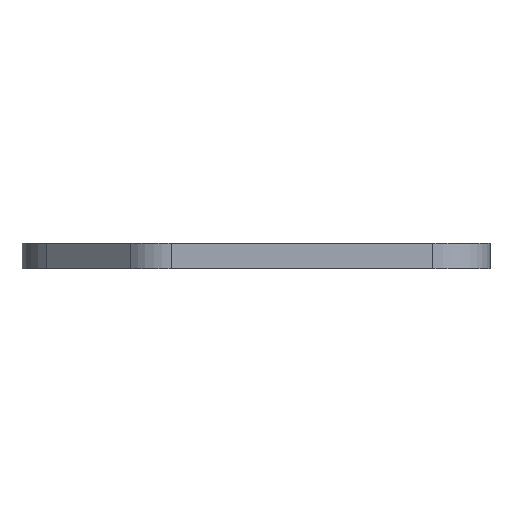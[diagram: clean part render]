
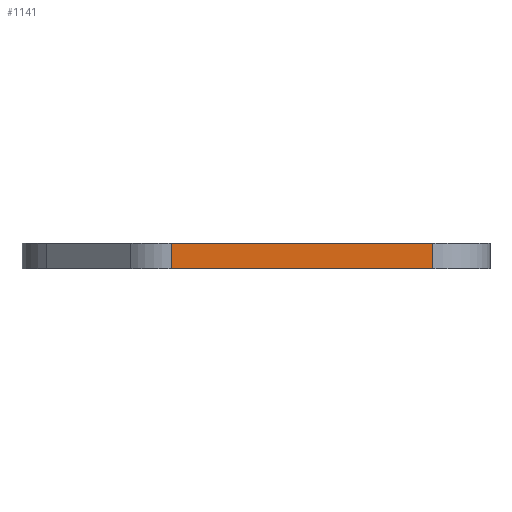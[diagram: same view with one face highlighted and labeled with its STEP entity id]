
A CAD part, front view. The second image highlights one B-rep face of the part: STEP entity #1141.
In plain terms, the highlighted planar face has unit normal (0, -1, 0).
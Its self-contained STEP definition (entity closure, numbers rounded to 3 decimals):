
#24 = DIRECTION ( 'NONE',  ( 1., 0., 0. ) ) ;
#41 = EDGE_CURVE ( 'NONE', #331, #1096, #551, .T. ) ;
#62 = FACE_OUTER_BOUND ( 'NONE', #522, .T. ) ;
#161 = CARTESIAN_POINT ( 'NONE',  ( 25.18, -26.5, 1.585 ) ) ;
#202 = LINE ( 'NONE', #1412, #483 ) ;
#230 = EDGE_CURVE ( 'NONE', #1096, #413, #202, .T. ) ;
#331 = VERTEX_POINT ( 'NONE', #855 ) ;
#413 = VERTEX_POINT ( 'NONE', #1022 ) ;
#436 = DIRECTION ( 'NONE',  ( 1., 0., 0. ) ) ;
#483 = VECTOR ( 'NONE', #436, 1000. ) ;
#508 = DIRECTION ( 'NONE',  ( 0., 1., 0. ) ) ;
#522 = EDGE_LOOP ( 'NONE', ( #741, #845, #632, #776 ) ) ;
#551 = LINE ( 'NONE', #1053, #1483 ) ;
#572 = CARTESIAN_POINT ( 'NONE',  ( 25.18, -26.5, 1.585 ) ) ;
#614 = LINE ( 'NONE', #834, #941 ) ;
#628 = EDGE_CURVE ( 'NONE', #668, #413, #614, .T. ) ;
#632 = ORIENTED_EDGE ( 'NONE', *, *, #633, .F. ) ;
#633 = EDGE_CURVE ( 'NONE', #331, #668, #1626, .T. ) ;
#668 = VERTEX_POINT ( 'NONE', #161 ) ;
#741 = ORIENTED_EDGE ( 'NONE', *, *, #230, .T. ) ;
#776 = ORIENTED_EDGE ( 'NONE', *, *, #41, .T. ) ;
#830 = DIRECTION ( 'NONE',  ( 0., 0., -1. ) ) ;
#834 = CARTESIAN_POINT ( 'NONE',  ( 25.18, -26.5, 1.585 ) ) ;
#845 = ORIENTED_EDGE ( 'NONE', *, *, #628, .F. ) ;
#855 = CARTESIAN_POINT ( 'NONE',  ( -7.947, -26.5, 1.585 ) ) ;
#941 = VECTOR ( 'NONE', #830, 1000. ) ;
#1007 = AXIS2_PLACEMENT_3D ( 'NONE', #1042, #508, #1437 ) ;
#1022 = CARTESIAN_POINT ( 'NONE',  ( 25.18, -26.5, -1.585 ) ) ;
#1042 = CARTESIAN_POINT ( 'NONE',  ( 25.18, -26.5, 1.585 ) ) ;
#1053 = CARTESIAN_POINT ( 'NONE',  ( -7.947, -26.5, 1.585 ) ) ;
#1096 = VERTEX_POINT ( 'NONE', #1683 ) ;
#1141 = ADVANCED_FACE ( 'NONE', ( #62 ), #1307, .F. ) ;
#1307 = PLANE ( 'NONE',  #1007 ) ;
#1412 = CARTESIAN_POINT ( 'NONE',  ( 25.18, -26.5, -1.585 ) ) ;
#1437 = DIRECTION ( 'NONE',  ( -1., 0., 0. ) ) ;
#1483 = VECTOR ( 'NONE', #1690, 1000. ) ;
#1500 = VECTOR ( 'NONE', #24, 1000. ) ;
#1626 = LINE ( 'NONE', #572, #1500 ) ;
#1683 = CARTESIAN_POINT ( 'NONE',  ( -7.947, -26.5, -1.585 ) ) ;
#1690 = DIRECTION ( 'NONE',  ( 0., 0., -1. ) ) ;
